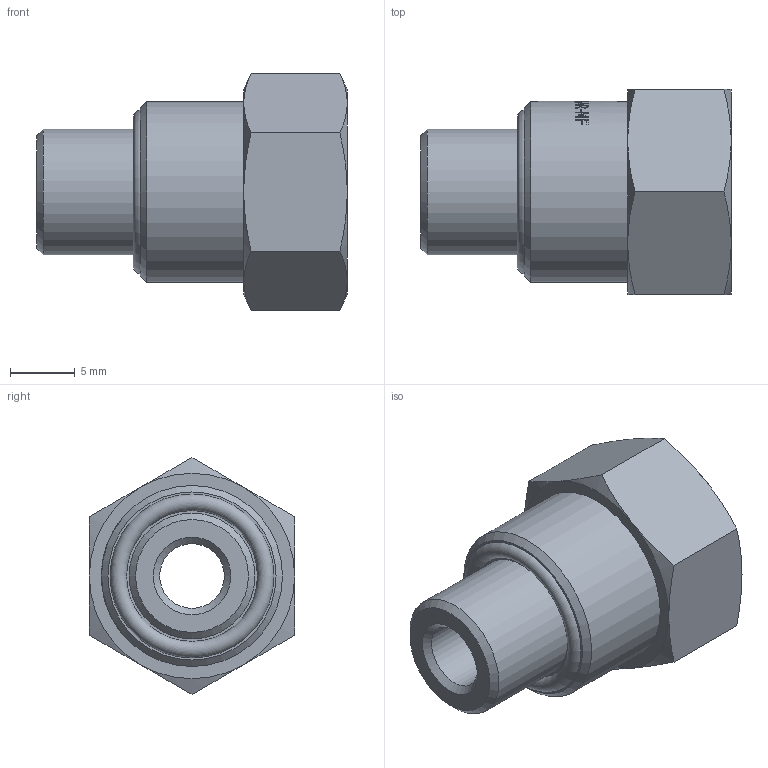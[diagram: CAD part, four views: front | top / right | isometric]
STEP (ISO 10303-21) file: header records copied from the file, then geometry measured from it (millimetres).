
FILE_DESCRIPTION(/* description */ (''),/* implementation_level */ '2;1');
FILE_NAME(/* name */ 'PNK-G1-8-AR-MF.stp',/* time_stamp */ '2025-02-11T08:42:22-03:00',/* author */ ('Jefferson'),/* organization */ (''),/* preprocessor_version */ 'ST-DEVELOPER v19',/* originating_system */ 'Autodesk Inventor 2023',/* authorisation */ '');
FILE_SCHEMA (('AUTOMOTIVE_DESIGN { 1 0 10303 214 3 1 1 }'));
Length unit declared in the file: millimetre
Products named in the file (1): PNK-G1-8-AR-MF
Bounding box: 24 x 15.88 x 18.33 mm (x, y, z)
Volume: 2445.2 mm3; surface area: 1970.4 mm2
Topology: 1 solids, 1 shells, 210 faces, 542 edges, 357 vertices
Faces by surface type: plane 101, bspline 70, cylinder 23, cone 15, torus 1
Full cylindrical faces by diameter (mm): 5 x1, 9.728 x2, 14 x1
Entity records: 7985 total; most frequent: CARTESIAN_POINT 3216, ORIENTED_EDGE 1084, DIRECTION 788, EDGE_CURVE 542, VERTEX_POINT 357, AXIS2_PLACEMENT_3D 269, LINE 250, VECTOR 250
